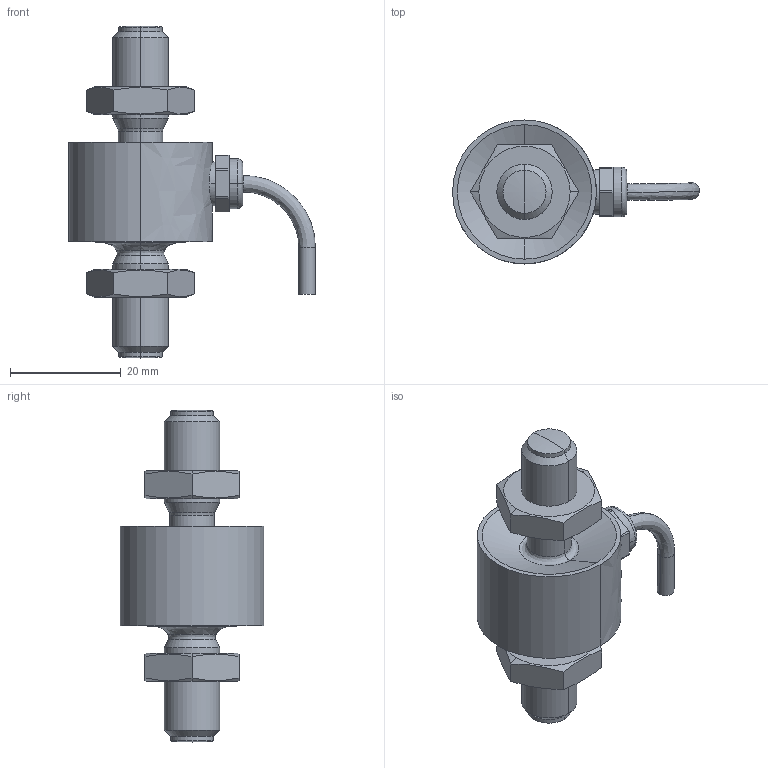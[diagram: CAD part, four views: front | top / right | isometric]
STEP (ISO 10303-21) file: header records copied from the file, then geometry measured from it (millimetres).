
FILE_DESCRIPTION((''),'2;1');
FILE_NAME('U9C_10KN','2018-03-14T',('esche'),(''),'CREO PARAMETRIC BY PTC INC, 2017170','CREO PARAMETRIC BY PTC INC, 2017170','');
FILE_SCHEMA(('CONFIG_CONTROL_DESIGN'));
Length unit declared in the file: millimetre
Products named in the file (1): U9C_10KN
Bounding box: 44.61 x 26 x 60 mm (x, y, z)
Volume: 14131.5 mm3; surface area: 5471.4 mm2
Topology: 1 solids, 1 shells, 108 faces, 240 edges, 142 vertices
Faces by surface type: bspline 108
Entity records: 4860 total; most frequent: CARTESIAN_POINT 2720, ORIENTED_EDGE 472, DIRECTION 320, EDGE_CURVE 236, VERTEX_POINT 142, EDGE_LOOP 120, AXIS2_PLACEMENT_3D 114, CIRCLE 114
